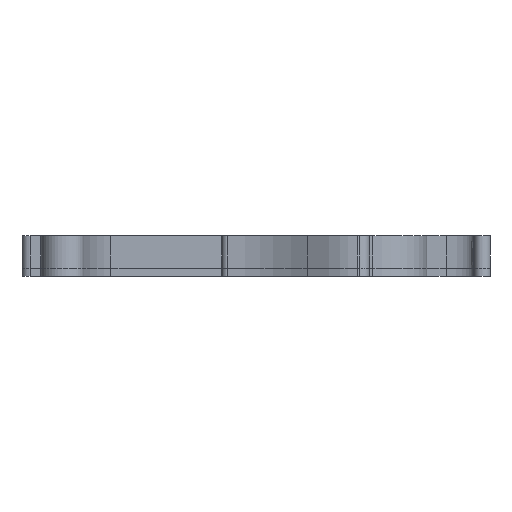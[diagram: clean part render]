
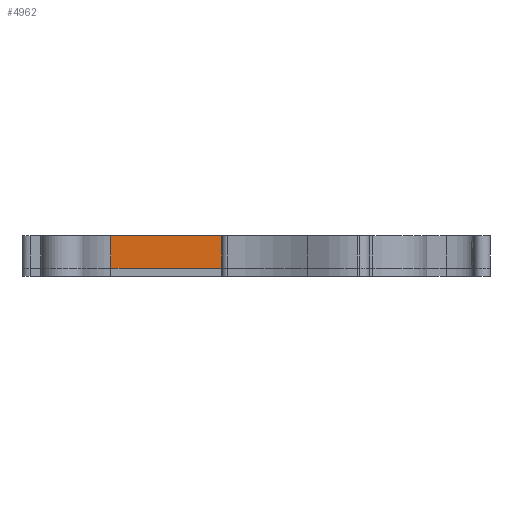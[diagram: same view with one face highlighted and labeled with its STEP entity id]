
A CAD part, left-side view. The second image highlights one B-rep face of the part: STEP entity #4962.
In plain terms, the highlighted planar face has unit normal (-1, 0, 0).
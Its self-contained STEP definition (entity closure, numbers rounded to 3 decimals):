
#129=PLANE('',#5357);
#648=FACE_OUTER_BOUND('',#930,.T.);
#930=EDGE_LOOP('',(#4281,#4282,#4283,#4284));
#1310=LINE('',#8331,#1746);
#1311=LINE('',#8334,#1747);
#1312=LINE('',#8336,#1748);
#1313=LINE('',#8337,#1749);
#1746=VECTOR('',#6361,8.);
#1747=VECTOR('',#6364,8.);
#1748=VECTOR('',#6365,8.);
#1749=VECTOR('',#6366,8.);
#2345=VERTEX_POINT('',#8327);
#2346=VERTEX_POINT('',#8329);
#2347=VERTEX_POINT('',#8333);
#2348=VERTEX_POINT('',#8335);
#3016=EDGE_CURVE('',#2345,#2346,#1310,.T.);
#3017=EDGE_CURVE('',#2347,#2345,#1311,.T.);
#3018=EDGE_CURVE('',#2348,#2346,#1312,.T.);
#3019=EDGE_CURVE('',#2347,#2348,#1313,.T.);
#4281=ORIENTED_EDGE('',*,*,#3017,.T.);
#4282=ORIENTED_EDGE('',*,*,#3016,.T.);
#4283=ORIENTED_EDGE('',*,*,#3018,.F.);
#4284=ORIENTED_EDGE('',*,*,#3019,.F.);
#4962=ADVANCED_FACE('',(#648),#129,.T.);
#5357=AXIS2_PLACEMENT_3D('',#8332,#6362,#6363);
#6361=DIRECTION('',(0.,0.,1.));
#6362=DIRECTION('center_axis',(-1.,0.,0.));
#6363=DIRECTION('ref_axis',(0.,-1.,0.));
#6364=DIRECTION('',(0.,-1.,0.));
#6365=DIRECTION('',(0.,-1.,0.));
#6366=DIRECTION('',(0.,0.,1.));
#8327=CARTESIAN_POINT('',(22.133,-38.627,1.8));
#8329=CARTESIAN_POINT('',(22.133,-38.627,5.));
#8331=CARTESIAN_POINT('',(22.133,-38.627,1.8));
#8332=CARTESIAN_POINT('Origin',(22.133,-27.526,1.8));
#8333=CARTESIAN_POINT('',(22.133,-27.526,1.8));
#8334=CARTESIAN_POINT('',(22.133,-27.526,1.8));
#8335=CARTESIAN_POINT('',(22.133,-27.526,5.));
#8336=CARTESIAN_POINT('',(22.133,-27.526,5.));
#8337=CARTESIAN_POINT('',(22.133,-27.526,1.8));
